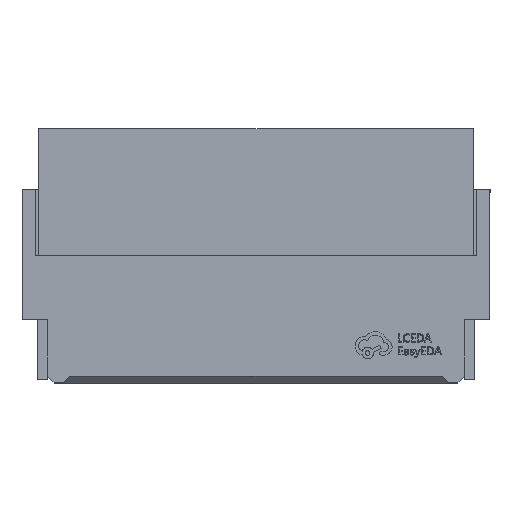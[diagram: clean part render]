
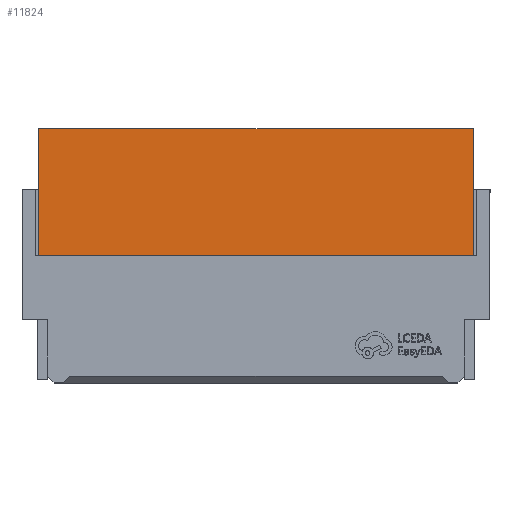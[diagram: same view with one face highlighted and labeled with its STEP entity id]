
A CAD part, top view. The second image highlights one B-rep face of the part: STEP entity #11824.
In plain terms, the highlighted planar face has unit normal (0, 0, 1).
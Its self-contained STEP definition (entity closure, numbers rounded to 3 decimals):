
#1201 = EDGE_CURVE ( 'NONE', #6639, #2960, #3124, .T. ) ;
#1337 = LINE ( 'NONE', #5848, #1683 ) ;
#1683 = VECTOR ( 'NONE', #10186, 1000. ) ;
#2728 = CARTESIAN_POINT ( 'NONE',  ( 3.25, 1.45, 0.9 ) ) ;
#2960 = VERTEX_POINT ( 'NONE', #21762 ) ;
#3124 = LINE ( 'NONE', #5764, #25487 ) ;
#3803 = VECTOR ( 'NONE', #9165, 1000. ) ;
#4036 = DIRECTION ( 'NONE',  ( 0., -1., 0. ) ) ;
#4422 = EDGE_LOOP ( 'NONE', ( #26203, #4912, #6677, #19939 ) ) ;
#4912 = ORIENTED_EDGE ( 'NONE', *, *, #19712, .F. ) ;
#4932 = DIRECTION ( 'NONE',  ( 1., 0., 0. ) ) ;
#5764 = CARTESIAN_POINT ( 'NONE',  ( -3.25, 1.45, 0.9 ) ) ;
#5848 = CARTESIAN_POINT ( 'NONE',  ( 3.25, 0.45, 0.9 ) ) ;
#6639 = VERTEX_POINT ( 'NONE', #12969 ) ;
#6677 = ORIENTED_EDGE ( 'NONE', *, *, #1201, .F. ) ;
#7374 = DIRECTION ( 'NONE',  ( 0., 1., 0. ) ) ;
#9165 = DIRECTION ( 'NONE',  ( 0., 1., 0. ) ) ;
#9558 = EDGE_CURVE ( 'NONE', #16238, #21191, #15181, .T. ) ;
#10186 = DIRECTION ( 'NONE',  ( 1., 0., 0. ) ) ;
#10658 = VECTOR ( 'NONE', #4932, 1000. ) ;
#11824 = ADVANCED_FACE ( 'NONE', ( #16588 ), #25390, .F. ) ;
#12969 = CARTESIAN_POINT ( 'NONE',  ( -3.25, 0.45, 0.9 ) ) ;
#13331 = EDGE_CURVE ( 'NONE', #6639, #16238, #1337, .T. ) ;
#13802 = LINE ( 'NONE', #18513, #10658 ) ;
#15181 = LINE ( 'NONE', #2728, #3803 ) ;
#16238 = VERTEX_POINT ( 'NONE', #27304 ) ;
#16588 = FACE_OUTER_BOUND ( 'NONE', #4422, .T. ) ;
#17047 = DIRECTION ( 'NONE',  ( 0., 0., -1. ) ) ;
#17616 = CARTESIAN_POINT ( 'NONE',  ( -3.25, 1.45, 0.9 ) ) ;
#18513 = CARTESIAN_POINT ( 'NONE',  ( -3.25, 2.35, 0.9 ) ) ;
#19712 = EDGE_CURVE ( 'NONE', #2960, #21191, #13802, .T. ) ;
#19939 = ORIENTED_EDGE ( 'NONE', *, *, #13331, .T. ) ;
#20899 = AXIS2_PLACEMENT_3D ( 'NONE', #17616, #17047, #4036 ) ;
#21191 = VERTEX_POINT ( 'NONE', #28089 ) ;
#21762 = CARTESIAN_POINT ( 'NONE',  ( -3.25, 2.35, 0.9 ) ) ;
#25390 = PLANE ( 'NONE',  #20899 ) ;
#25487 = VECTOR ( 'NONE', #7374, 1000. ) ;
#26203 = ORIENTED_EDGE ( 'NONE', *, *, #9558, .T. ) ;
#27304 = CARTESIAN_POINT ( 'NONE',  ( 3.25, 0.45, 0.9 ) ) ;
#28089 = CARTESIAN_POINT ( 'NONE',  ( 3.25, 2.35, 0.9 ) ) ;
